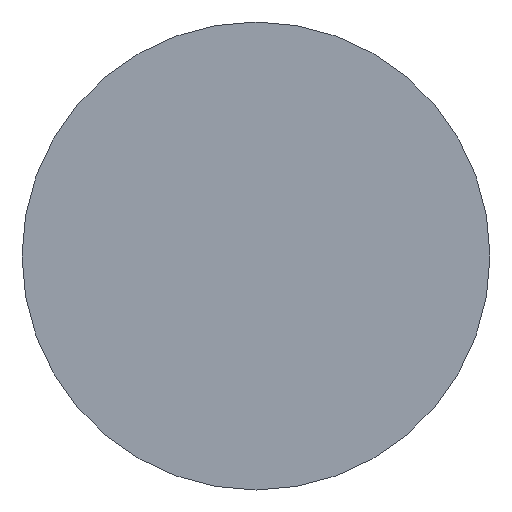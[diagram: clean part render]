
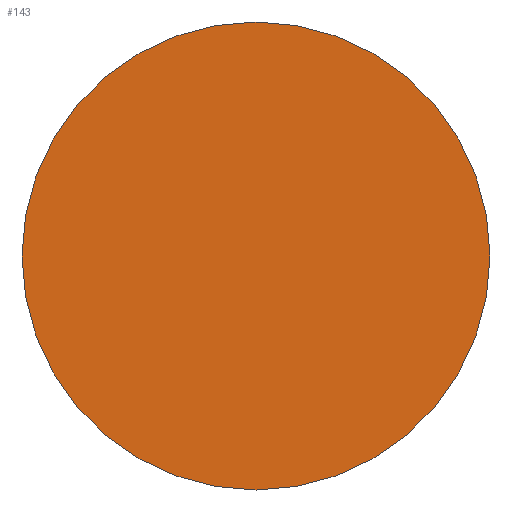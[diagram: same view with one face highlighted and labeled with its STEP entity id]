
A CAD part, left-side view. The second image highlights one B-rep face of the part: STEP entity #143.
In plain terms, the highlighted planar face has unit normal (-1, 0, 0).
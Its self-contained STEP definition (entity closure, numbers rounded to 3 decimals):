
#1 = ORIENTED_EDGE ( 'NONE', *, *, #121, .T. ) ;
#10 = DIRECTION ( 'NONE',  ( -1., 0., 0. ) ) ;
#11 = AXIS2_PLACEMENT_3D ( 'NONE', #142, #10, #66 ) ;
#20 = VERTEX_POINT ( 'NONE', #63 ) ;
#23 = VERTEX_POINT ( 'NONE', #126 ) ;
#32 = AXIS2_PLACEMENT_3D ( 'NONE', #164, #48, #40 ) ;
#35 = EDGE_LOOP ( 'NONE', ( #1, #71 ) ) ;
#38 = PLANE ( 'NONE',  #32 ) ;
#40 = DIRECTION ( 'NONE',  ( 0., 0., -1. ) ) ;
#46 = FACE_OUTER_BOUND ( 'NONE', #35, .T. ) ;
#48 = DIRECTION ( 'NONE',  ( 1., 0., 0. ) ) ;
#49 = DIRECTION ( 'NONE',  ( -1., 0., 0. ) ) ;
#63 = CARTESIAN_POINT ( 'NONE',  ( 113.912, 65.156, -20. ) ) ;
#66 = DIRECTION ( 'NONE',  ( 0., 0., 1. ) ) ;
#71 = ORIENTED_EDGE ( 'NONE', *, *, #94, .T. ) ;
#80 = CIRCLE ( 'NONE', #119, 20. ) ;
#90 = CARTESIAN_POINT ( 'NONE',  ( 113.912, 65.156, 0. ) ) ;
#94 = EDGE_CURVE ( 'NONE', #20, #23, #80, .T. ) ;
#97 = CIRCLE ( 'NONE', #11, 20. ) ;
#119 = AXIS2_PLACEMENT_3D ( 'NONE', #90, #49, #162 ) ;
#121 = EDGE_CURVE ( 'NONE', #23, #20, #97, .T. ) ;
#126 = CARTESIAN_POINT ( 'NONE',  ( 113.912, 65.156, 20. ) ) ;
#142 = CARTESIAN_POINT ( 'NONE',  ( 113.912, 65.156, 0. ) ) ;
#143 = ADVANCED_FACE ( 'NONE', ( #46 ), #38, .F. ) ;
#162 = DIRECTION ( 'NONE',  ( 0., 0., 1. ) ) ;
#164 = CARTESIAN_POINT ( 'NONE',  ( 113.912, 65.156, 0. ) ) ;
